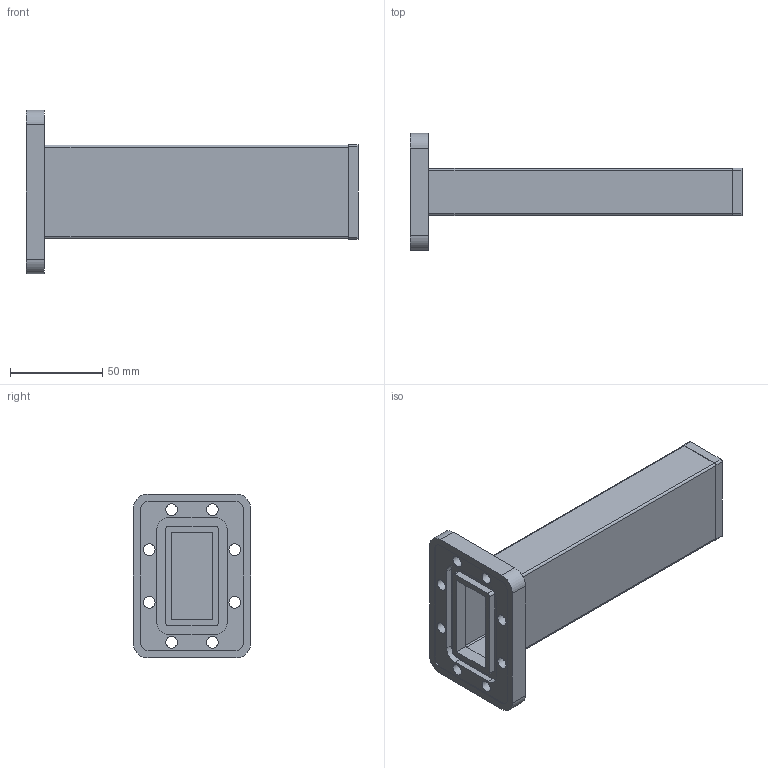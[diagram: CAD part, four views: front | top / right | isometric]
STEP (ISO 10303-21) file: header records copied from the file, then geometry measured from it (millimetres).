
FILE_DESCRIPTION (( 'STEP AP214' ), '1' );
FILE_NAME ('006512.STEP', '2020-11-20T18:22:49', ( '' ), ( '' ), 'SwSTEP 2.0', 'SolidWorks 2019', '' );
FILE_SCHEMA (( 'AUTOMOTIVE_DESIGN' ));
Length unit declared in the file: millimetre
Products named in the file (1): 006512
Bounding box: 180 x 63.5 x 88.9 mm (x, y, z)
Surface area: 67032 mm2 (no closed solid volume)
Topology: 0 solids, 4 shells, 79 faces, 224 edges, 152 vertices
Faces by surface type: cylinder 40, plane 39
Full cylindrical faces by diameter (mm): 6.35 x8
Entity records: 2579 total; most frequent: DIRECTION 456, CARTESIAN_POINT 448, ORIENTED_EDGE 380, EDGE_CURVE 216, AXIS2_PLACEMENT_3D 160, VERTEX_POINT 152, VECTOR 136, LINE 136
